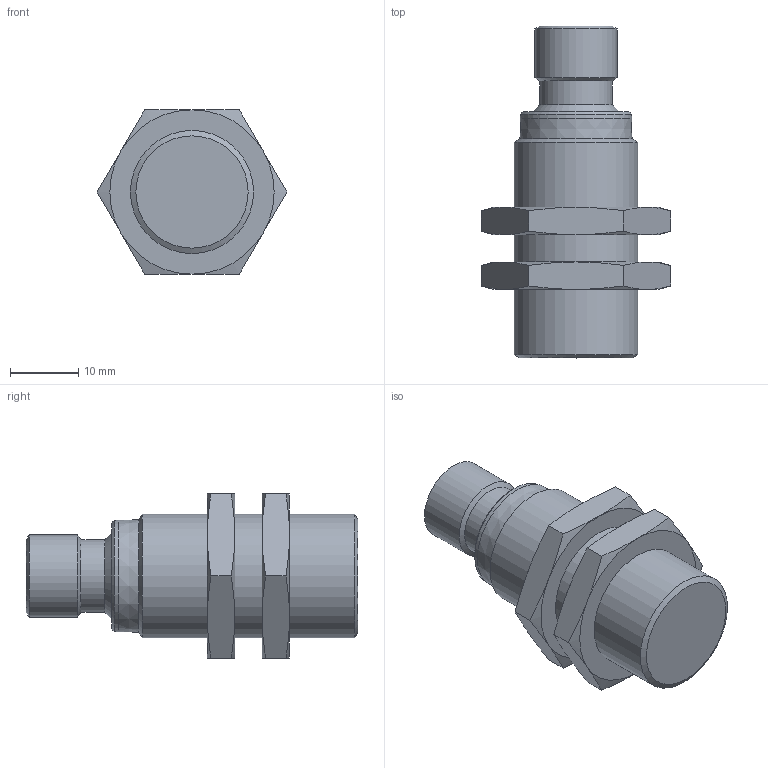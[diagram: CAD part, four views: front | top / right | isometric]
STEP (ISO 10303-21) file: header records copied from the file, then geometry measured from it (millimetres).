
FILE_DESCRIPTION (( 'STEP AP214' ), '1' );
FILE_NAME ('DW-AS-509-M18-320.STEP', '2019-12-11T19:47:09', ( '' ), ( '' ), 'SwSTEP 2.0', 'SolidWorks 2019', '' );
FILE_SCHEMA (( 'AUTOMOTIVE_DESIGN' ));
Length unit declared in the file: millimetre
Products named in the file (1): DW-AS-509-M18-320
Bounding box: 27.71 x 48.5 x 24 mm (x, y, z)
Volume: 6605.7 mm3; surface area: 7111.6 mm2
Topology: 3 solids, 4 shells, 101 faces, 235 edges, 140 vertices
Faces by surface type: cone 38, plane 37, cylinder 17, bspline 8, torus 1
Full cylindrical faces by diameter (mm): 1 x4, 8.4 x1, 10.55 x1, 12.002 x1, 16.917 x2, 18 x1
Entity records: 2952 total; most frequent: CARTESIAN_POINT 847, DIRECTION 424, ORIENTED_EDGE 390, EDGE_CURVE 195, AXIS2_PLACEMENT_3D 185, EDGE_LOOP 135, VERTEX_POINT 132, FACE_OUTER_BOUND 111
